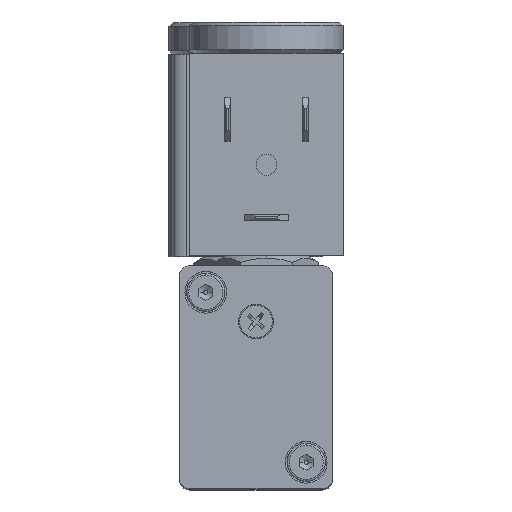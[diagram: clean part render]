
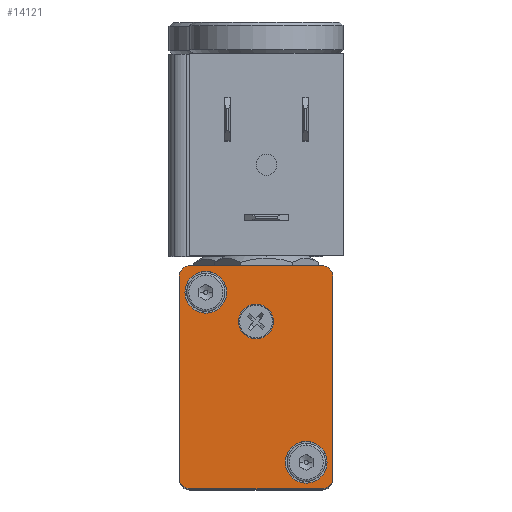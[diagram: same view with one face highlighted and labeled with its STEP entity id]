
A CAD part, top view. The second image highlights one B-rep face of the part: STEP entity #14121.
In plain terms, the highlighted planar face has unit normal (0, 0, 1).
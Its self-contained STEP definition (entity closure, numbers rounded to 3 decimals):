
#12512=CARTESIAN_POINT('',(2.5,17.75,16.));
#12513=VERTEX_POINT('',#12512);
#12529=CARTESIAN_POINT('',(-2.5,17.75,16.));
#12530=VERTEX_POINT('',#12529);
#12537=CARTESIAN_POINT('',(0.,17.75,16.));
#12538=DIRECTION('',(0.0,0.0,-1.0));
#12539=DIRECTION('',(1.0,0.0,0.0));
#12540=AXIS2_PLACEMENT_3D('',#12537,#12538,#12539);
#12541=CIRCLE('',#12540,2.5);
#12542=EDGE_CURVE('',#12513,#12530,#12541,.T.);
#12876=CARTESIAN_POINT('',(10.2,-2.45,16.));
#12877=VERTEX_POINT('',#12876);
#12893=CARTESIAN_POINT('',(4.2,-2.45,16.));
#12894=VERTEX_POINT('',#12893);
#12901=CARTESIAN_POINT('',(7.2,-2.45,16.));
#12902=DIRECTION('',(0.0,0.0,-1.0));
#12903=DIRECTION('',(1.0,0.0,0.0));
#12904=AXIS2_PLACEMENT_3D('',#12901,#12902,#12903);
#12905=CIRCLE('',#12904,3.0);
#12906=EDGE_CURVE('',#12877,#12894,#12905,.T.);
#12918=CARTESIAN_POINT('',(-4.2,21.95,16.));
#12919=VERTEX_POINT('',#12918);
#12935=CARTESIAN_POINT('',(-10.2,21.95,16.));
#12936=VERTEX_POINT('',#12935);
#12943=CARTESIAN_POINT('',(-7.2,21.95,16.));
#12944=DIRECTION('',(0.0,0.0,-1.0));
#12945=DIRECTION('',(1.0,0.0,0.0));
#12946=AXIS2_PLACEMENT_3D('',#12943,#12944,#12945);
#12947=CIRCLE('',#12946,3.0);
#12948=EDGE_CURVE('',#12919,#12936,#12947,.T.);
#13656=CARTESIAN_POINT('',(-10.561,-5.811,16.));
#13657=VERTEX_POINT('',#13656);
#13666=CARTESIAN_POINT('',(-11.0,-4.75,16.));
#13667=VERTEX_POINT('',#13666);
#13668=CARTESIAN_POINT('',(-9.5,-4.75,16.));
#13669=DIRECTION('',(0.0,0.0,-1.));
#13670=DIRECTION('',(-0.707,-0.707,0.0));
#13671=AXIS2_PLACEMENT_3D('',#13668,#13669,#13670);
#13672=CIRCLE('',#13671,1.5);
#13673=EDGE_CURVE('',#13657,#13667,#13672,.T.);
#13698=CARTESIAN_POINT('',(-10.561,25.311,16.));
#13699=VERTEX_POINT('',#13698);
#13708=CARTESIAN_POINT('',(-9.5,25.75,16.));
#13709=VERTEX_POINT('',#13708);
#13710=CARTESIAN_POINT('',(-9.5,24.25,16.));
#13711=DIRECTION('',(0.0,0.0,-1.));
#13712=DIRECTION('',(-0.707,0.707,0.0));
#13713=AXIS2_PLACEMENT_3D('',#13710,#13711,#13712);
#13714=CIRCLE('',#13713,1.5);
#13715=EDGE_CURVE('',#13699,#13709,#13714,.T.);
#13801=CARTESIAN_POINT('',(10.561,25.311,16.0));
#13802=VERTEX_POINT('',#13801);
#13842=CARTESIAN_POINT('',(9.5,25.75,16.));
#13843=VERTEX_POINT('',#13842);
#13850=CARTESIAN_POINT('',(9.5,24.25,16.0));
#13851=DIRECTION('',(0.0,0.0,-1.));
#13852=DIRECTION('',(0.707,0.707,0.0));
#13853=AXIS2_PLACEMENT_3D('',#13850,#13851,#13852);
#13854=CIRCLE('',#13853,1.5);
#13855=EDGE_CURVE('',#13843,#13802,#13854,.T.);
#13867=CARTESIAN_POINT('',(10.561,-5.811,16.0));
#13868=VERTEX_POINT('',#13867);
#13884=CARTESIAN_POINT('',(11.0,-4.75,16.));
#13885=VERTEX_POINT('',#13884);
#13892=CARTESIAN_POINT('',(9.5,-4.75,16.0));
#13893=DIRECTION('',(0.0,0.0,-1.));
#13894=DIRECTION('',(0.707,-0.707,0.0));
#13895=AXIS2_PLACEMENT_3D('',#13892,#13893,#13894);
#13896=CIRCLE('',#13895,1.5);
#13897=EDGE_CURVE('',#13885,#13868,#13896,.T.);
#13908=CARTESIAN_POINT('',(9.5,-6.25,16.));
#13909=VERTEX_POINT('',#13908);
#13910=CARTESIAN_POINT('',(9.5,-4.75,16.0));
#13911=DIRECTION('',(0.0,0.0,-1.));
#13912=DIRECTION('',(0.707,-0.707,0.0));
#13913=AXIS2_PLACEMENT_3D('',#13910,#13911,#13912);
#13914=CIRCLE('',#13913,1.5);
#13915=EDGE_CURVE('',#13868,#13909,#13914,.T.);
#13949=CARTESIAN_POINT('',(11.0,24.25,16.));
#13950=VERTEX_POINT('',#13949);
#13957=CARTESIAN_POINT('',(11.0,-4.75,16.));
#13958=DIRECTION('',(0.0,1.0,0.0));
#13959=VECTOR('',#13958,29.0);
#13960=LINE('',#13957,#13959);
#13961=EDGE_CURVE('',#13885,#13950,#13960,.T.);
#14029=CARTESIAN_POINT('',(9.5,24.25,16.0));
#14030=DIRECTION('',(0.0,0.0,-1.));
#14031=DIRECTION('',(0.707,0.707,0.0));
#14032=AXIS2_PLACEMENT_3D('',#14029,#14030,#14031);
#14033=CIRCLE('',#14032,1.5);
#14034=EDGE_CURVE('',#13802,#13950,#14033,.T.);
#14041=CARTESIAN_POINT('',(11.0,-6.25,16.));
#14042=DIRECTION('',(0.0,0.0,1.0));
#14043=DIRECTION('',(1.0,0.0,0.0));
#14044=AXIS2_PLACEMENT_3D('',#14041,#14042,#14043);
#14045=PLANE('',#14044);
#14046=ORIENTED_EDGE('',*,*,#13897,.F.);
#14047=ORIENTED_EDGE('',*,*,#13961,.T.);
#14048=ORIENTED_EDGE('',*,*,#14034,.F.);
#14049=ORIENTED_EDGE('',*,*,#13855,.F.);
#14050=CARTESIAN_POINT('',(9.5,25.75,16.));
#14051=DIRECTION('',(-1.0,0.0,0.0));
#14052=VECTOR('',#14051,19.0);
#14053=LINE('',#14050,#14052);
#14054=EDGE_CURVE('',#13843,#13709,#14053,.T.);
#14055=ORIENTED_EDGE('',*,*,#14054,.T.);
#14056=ORIENTED_EDGE('',*,*,#13715,.F.);
#14057=CARTESIAN_POINT('',(-11.0,24.25,16.));
#14058=VERTEX_POINT('',#14057);
#14059=CARTESIAN_POINT('',(-9.5,24.25,16.));
#14060=DIRECTION('',(0.0,0.0,-1.));
#14061=DIRECTION('',(-0.707,0.707,0.0));
#14062=AXIS2_PLACEMENT_3D('',#14059,#14060,#14061);
#14063=CIRCLE('',#14062,1.5);
#14064=EDGE_CURVE('',#14058,#13699,#14063,.T.);
#14065=ORIENTED_EDGE('',*,*,#14064,.F.);
#14066=CARTESIAN_POINT('',(-11.0,-4.75,16.));
#14067=DIRECTION('',(0.0,1.0,0.0));
#14068=VECTOR('',#14067,29.0);
#14069=LINE('',#14066,#14068);
#14070=EDGE_CURVE('',#13667,#14058,#14069,.T.);
#14071=ORIENTED_EDGE('',*,*,#14070,.F.);
#14072=ORIENTED_EDGE('',*,*,#13673,.F.);
#14073=CARTESIAN_POINT('',(-9.5,-6.25,16.));
#14074=VERTEX_POINT('',#14073);
#14075=CARTESIAN_POINT('',(-9.5,-4.75,16.));
#14076=DIRECTION('',(0.0,0.0,-1.));
#14077=DIRECTION('',(-0.707,-0.707,0.0));
#14078=AXIS2_PLACEMENT_3D('',#14075,#14076,#14077);
#14079=CIRCLE('',#14078,1.5);
#14080=EDGE_CURVE('',#14074,#13657,#14079,.T.);
#14081=ORIENTED_EDGE('',*,*,#14080,.F.);
#14082=CARTESIAN_POINT('',(9.5,-6.25,16.));
#14083=DIRECTION('',(-1.0,0.0,0.0));
#14084=VECTOR('',#14083,19.0);
#14085=LINE('',#14082,#14084);
#14086=EDGE_CURVE('',#13909,#14074,#14085,.T.);
#14087=ORIENTED_EDGE('',*,*,#14086,.F.);
#14088=ORIENTED_EDGE('',*,*,#13915,.F.);
#14089=EDGE_LOOP('',(#14046,#14047,#14048,#14049,#14055,#14056,#14065,#14071,#14072,#14081,#14087,#14088));
#14090=FACE_OUTER_BOUND('',#14089,.T.);
#14091=ORIENTED_EDGE('',*,*,#12542,.T.);
#14092=CARTESIAN_POINT('',(0.,17.75,16.));
#14093=DIRECTION('',(0.0,0.0,-1.0));
#14094=DIRECTION('',(1.0,0.0,0.0));
#14095=AXIS2_PLACEMENT_3D('',#14092,#14093,#14094);
#14096=CIRCLE('',#14095,2.5);
#14097=EDGE_CURVE('',#12530,#12513,#14096,.T.);
#14098=ORIENTED_EDGE('',*,*,#14097,.T.);
#14099=EDGE_LOOP('',(#14091,#14098));
#14100=FACE_BOUND('',#14099,.T.);
#14101=ORIENTED_EDGE('',*,*,#12906,.T.);
#14102=CARTESIAN_POINT('',(7.2,-2.45,16.));
#14103=DIRECTION('',(0.0,0.0,-1.0));
#14104=DIRECTION('',(1.0,0.0,0.0));
#14105=AXIS2_PLACEMENT_3D('',#14102,#14103,#14104);
#14106=CIRCLE('',#14105,3.0);
#14107=EDGE_CURVE('',#12894,#12877,#14106,.T.);
#14108=ORIENTED_EDGE('',*,*,#14107,.T.);
#14109=EDGE_LOOP('',(#14101,#14108));
#14110=FACE_BOUND('',#14109,.T.);
#14111=ORIENTED_EDGE('',*,*,#12948,.T.);
#14112=CARTESIAN_POINT('',(-7.2,21.95,16.));
#14113=DIRECTION('',(0.0,0.0,-1.0));
#14114=DIRECTION('',(1.0,0.0,0.0));
#14115=AXIS2_PLACEMENT_3D('',#14112,#14113,#14114);
#14116=CIRCLE('',#14115,3.0);
#14117=EDGE_CURVE('',#12936,#12919,#14116,.T.);
#14118=ORIENTED_EDGE('',*,*,#14117,.T.);
#14119=EDGE_LOOP('',(#14111,#14118));
#14120=FACE_BOUND('',#14119,.T.);
#14121=ADVANCED_FACE('',(#14090,#14100,#14110,#14120),#14045,.T.);
